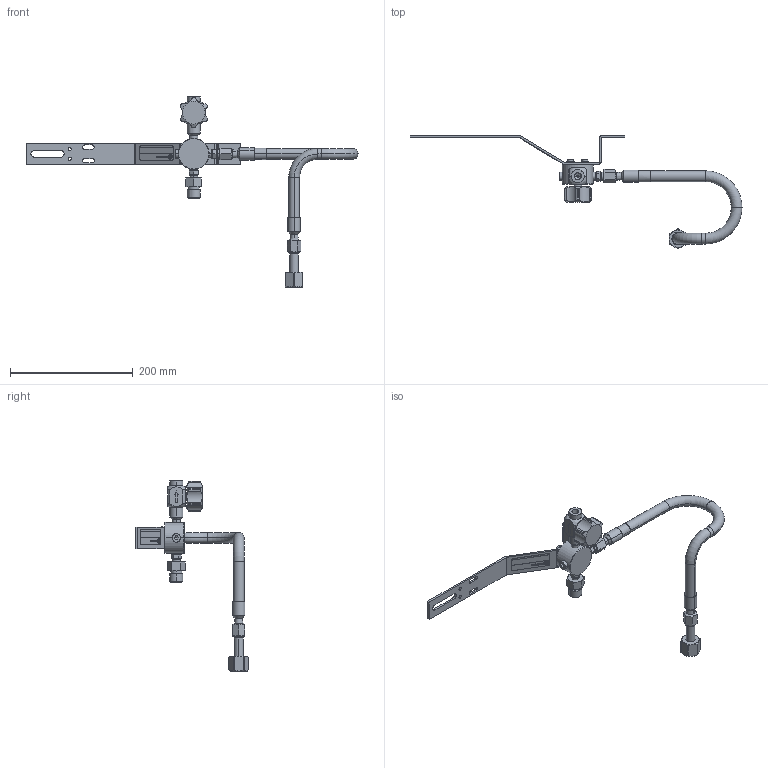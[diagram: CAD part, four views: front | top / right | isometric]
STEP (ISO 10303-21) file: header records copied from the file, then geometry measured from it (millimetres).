
FILE_DESCRIPTION((''),'2;1');
FILE_NAME('M54-18VA_ASM','2021-04-16T10:04:56',('CRosado'),('MATHESON TRI-GAS'),'CREO PARAMETRIC BY PTC INC, 2018260','CREO PARAMETRIC BY PTC INC, 2018260','');
FILE_SCHEMA(('CONFIG_CONTROL_DESIGN'));
Length unit declared in the file: inch
Products named in the file (16): MBRA-0524-SA; MBLO-0041-SA; MBUS-0060-SA; MHSE-0203-END; MHSE-0203-FLEX001_AF0; MHSE-0203-FLEX_AF0_ASM; MHSE-0203-LABEL; MHSE-0203-SA_ASM; MWAS-0071-SH; MSCR-0348-SH; MLBL-0056-QE; MPLU-0074-SA; MCNN-0761-SA; MVLV-0820-SA; MBUS-0042-SA; M54-18VA_ASM
Assembly tree (19 placements, depth 4):
  M54-18VA_ASM
    MBRA-0524-SA
    MBLO-0041-SA
    MBUS-0060-SA  x2
    MHSE-0203-SA_ASM
      MHSE-0203-END  x2
      MHSE-0203-FLEX_AF0_ASM
        MHSE-0203-FLEX001_AF0
      MHSE-0203-LABEL
    MWAS-0071-SH  x2
    MSCR-0348-SH  x2
    MLBL-0056-QE
    MPLU-0074-SA
    MCNN-0761-SA
    MVLV-0820-SA
    MBUS-0042-SA
Bounding box: 540.52 x 184.32 x 309.98 mm (x, y, z)
Volume: 257006.9 mm3; surface area: 141159.9 mm2
Topology: 17 solids, 17 shells, 788 faces, 1987 edges, 1283 vertices
Faces by surface type: plane 379, cylinder 225, cone 152, torus 28, bspline 4
Entity records: 22207 total; most frequent: CARTESIAN_POINT 5117, DIRECTION 3511, ORIENTED_EDGE 3486, EDGE_CURVE 1743, AXIS2_PLACEMENT_3D 1247, VERTEX_POINT 1135, VECTOR 1017, LINE 1017
